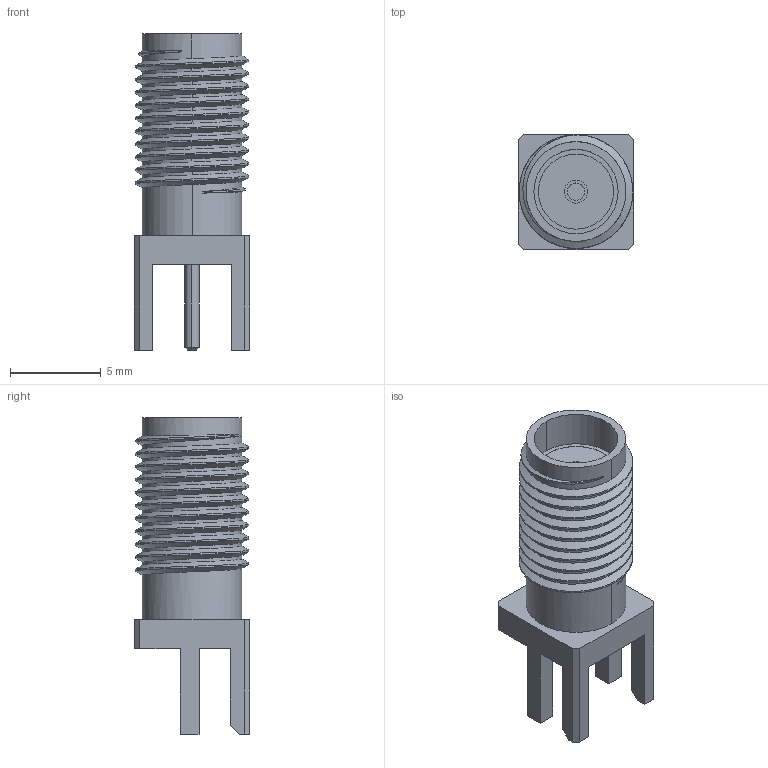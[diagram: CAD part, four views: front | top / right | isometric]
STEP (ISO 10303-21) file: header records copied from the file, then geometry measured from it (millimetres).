
FILE_DESCRIPTION (( 'STEP AP203' ), '1' );
FILE_NAME ('SASF55MGT.STEP', '2014-02-07T19:23:41', ( '' ), ( '' ), 'SwSTEP 2.0', 'SolidWorks 2012', '' );
FILE_SCHEMA (( 'CONFIG_CONTROL_DESIGN' ));
Length unit declared in the file: millimetre
Products named in the file (1): SASF55MGT
Bounding box: 6.35 x 6.35 x 17.4 mm (x, y, z)
Volume: 334.2 mm3; surface area: 527.3 mm2
Topology: 1 solids, 1 shells, 72 faces, 407 edges, 344 vertices
Faces by surface type: cylinder 34, plane 33, bspline 3, cone 2
Entity records: 8196 total; most frequent: CARTESIAN_POINT 5319, ORIENTED_EDGE 814, EDGE_CURVE 407, VERTEX_POINT 344, DIRECTION 311, B_SPLINE_CURVE_WITH_KNOTS 266, VECTOR 111, LINE 111
